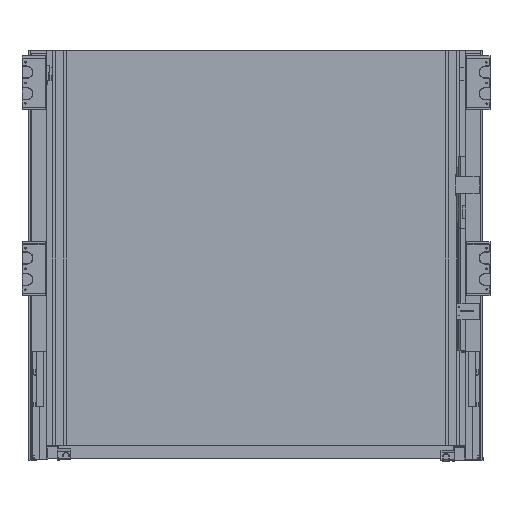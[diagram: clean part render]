
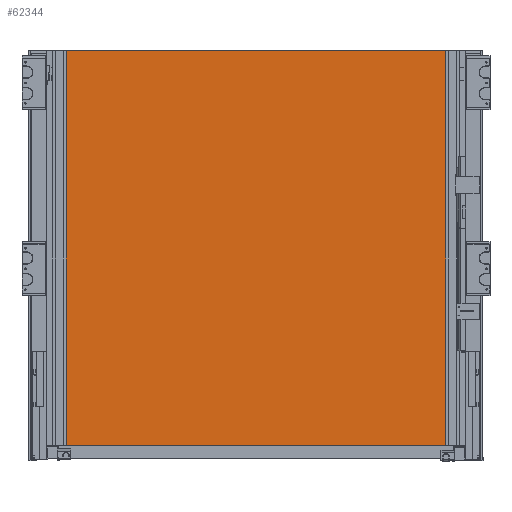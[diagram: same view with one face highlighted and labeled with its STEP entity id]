
A CAD part, front view. The second image highlights one B-rep face of the part: STEP entity #62344.
In plain terms, the highlighted planar face has unit normal (0, -1, 0).
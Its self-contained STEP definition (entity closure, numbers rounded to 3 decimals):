
#3063=FACE_OUTER_BOUND('',#6289,.T.);
#6289=EDGE_LOOP('',(#38830,#38831,#38832,#38833));
#9768=LINE('',#85571,#16867);
#9772=LINE('',#85579,#16871);
#9775=LINE('',#85585,#16874);
#9778=LINE('',#85590,#16877);
#16867=VECTOR('',#69957,1000.);
#16871=VECTOR('',#69963,1000.);
#16874=VECTOR('',#69968,1000.);
#16877=VECTOR('',#69973,1000.);
#23966=VERTEX_POINT('',#85569);
#23967=VERTEX_POINT('',#85570);
#23970=VERTEX_POINT('',#85578);
#23972=VERTEX_POINT('',#85584);
#29859=EDGE_CURVE('',#23966,#23967,#9768,.T.);
#29863=EDGE_CURVE('',#23967,#23970,#9772,.T.);
#29866=EDGE_CURVE('',#23970,#23972,#9775,.T.);
#29869=EDGE_CURVE('',#23972,#23966,#9778,.T.);
#38830=ORIENTED_EDGE('',*,*,#29859,.F.);
#38831=ORIENTED_EDGE('',*,*,#29869,.F.);
#38832=ORIENTED_EDGE('',*,*,#29866,.F.);
#38833=ORIENTED_EDGE('',*,*,#29863,.F.);
#56717=PLANE('',#65700);
#62344=ADVANCED_FACE('',(#3063),#56717,.T.);
#65700=AXIS2_PLACEMENT_3D('',#85593,#69977,#69978);
#69957=DIRECTION('',(0.,0.,-1.));
#69963=DIRECTION('',(-1.,0.,0.));
#69968=DIRECTION('',(0.,0.,1.));
#69973=DIRECTION('',(1.,0.,0.));
#69977=DIRECTION('center_axis',(0.,-1.,0.));
#69978=DIRECTION('ref_axis',(0.,0.,-1.));
#85569=CARTESIAN_POINT('',(1240.977,1298.439,147.6));
#85570=CARTESIAN_POINT('',(1240.977,1298.439,-328.4));
#85571=CARTESIAN_POINT('',(1240.977,1298.439,147.6));
#85578=CARTESIAN_POINT('',(751.977,1298.439,-328.4));
#85579=CARTESIAN_POINT('',(751.977,1298.439,-328.4));
#85584=CARTESIAN_POINT('',(751.977,1298.439,147.6));
#85585=CARTESIAN_POINT('',(751.977,1298.439,147.6));
#85590=CARTESIAN_POINT('',(751.977,1298.439,147.6));
#85593=CARTESIAN_POINT('Origin',(996.477,1298.439,-90.4));
